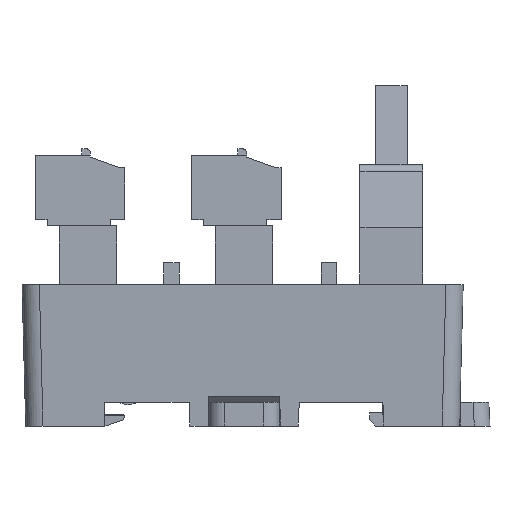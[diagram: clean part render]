
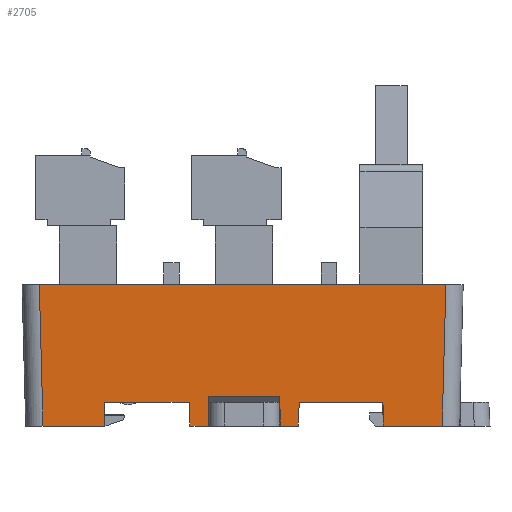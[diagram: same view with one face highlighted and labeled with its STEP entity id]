
A CAD part, left-side view. The second image highlights one B-rep face of the part: STEP entity #2705.
In plain terms, the highlighted planar face has unit normal (-1, 0, -0.026).
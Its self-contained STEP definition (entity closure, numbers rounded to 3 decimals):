
#1755=FACE_OUTER_BOUND('',#5110,.T.);
#2705=ADVANCED_FACE('',(#1755),#3703,.T.);
#3703=PLANE('',#20866);
#5110=EDGE_LOOP('',(#8140,#8141,#8142,#8143,#8144,#8145,#8146,#8147,#8148,
#8149,#8150,#8151,#8152,#8153,#8154,#8155));
#8140=ORIENTED_EDGE('',*,*,#14254,.T.);
#8141=ORIENTED_EDGE('',*,*,#13776,.T.);
#8142=ORIENTED_EDGE('',*,*,#14247,.T.);
#8143=ORIENTED_EDGE('',*,*,#14245,.T.);
#8144=ORIENTED_EDGE('',*,*,#14193,.F.);
#8145=ORIENTED_EDGE('',*,*,#14232,.T.);
#8146=ORIENTED_EDGE('',*,*,#14190,.F.);
#8147=ORIENTED_EDGE('',*,*,#14188,.F.);
#8148=ORIENTED_EDGE('',*,*,#14185,.T.);
#8149=ORIENTED_EDGE('',*,*,#14184,.F.);
#8150=ORIENTED_EDGE('',*,*,#14181,.T.);
#8151=ORIENTED_EDGE('',*,*,#14177,.F.);
#8152=ORIENTED_EDGE('',*,*,#14175,.T.);
#8153=ORIENTED_EDGE('',*,*,#14231,.T.);
#8154=ORIENTED_EDGE('',*,*,#14172,.T.);
#8155=ORIENTED_EDGE('',*,*,#14208,.T.);
#11790=VERTEX_POINT('',#28300);
#11797=VERTEX_POINT('',#28313);
#12068=VERTEX_POINT('',#29120);
#12069=VERTEX_POINT('',#29122);
#12070=VERTEX_POINT('',#29126);
#12071=VERTEX_POINT('',#29128);
#12072=VERTEX_POINT('',#29132);
#12074=VERTEX_POINT('',#29137);
#12075=VERTEX_POINT('',#29142);
#12077=VERTEX_POINT('',#29148);
#12078=VERTEX_POINT('',#29153);
#12079=VERTEX_POINT('',#29157);
#12080=VERTEX_POINT('',#29161);
#12081=VERTEX_POINT('',#29163);
#12087=VERTEX_POINT('',#29190);
#12107=VERTEX_POINT('',#29260);
#13776=EDGE_CURVE('',#11790,#11797,#16357,.T.);
#14172=EDGE_CURVE('',#12069,#12068,#16717,.T.);
#14175=EDGE_CURVE('',#12071,#12070,#16720,.T.);
#14177=EDGE_CURVE('',#12071,#12072,#16722,.T.);
#14181=EDGE_CURVE('',#12074,#12072,#16726,.T.);
#14184=EDGE_CURVE('',#12074,#12075,#16729,.T.);
#14185=EDGE_CURVE('',#12077,#12075,#16730,.T.);
#14188=EDGE_CURVE('',#12077,#12078,#16733,.T.);
#14190=EDGE_CURVE('',#12078,#12079,#16735,.T.);
#14193=EDGE_CURVE('',#12080,#12081,#16738,.T.);
#14208=EDGE_CURVE('',#12068,#12087,#16752,.T.);
#14231=EDGE_CURVE('',#12070,#12069,#16775,.T.);
#14232=EDGE_CURVE('',#12080,#12079,#16776,.T.);
#14245=EDGE_CURVE('',#12107,#12081,#16787,.T.);
#14247=EDGE_CURVE('',#11797,#12107,#16788,.T.);
#14254=EDGE_CURVE('',#12087,#11790,#16795,.T.);
#16357=LINE('',#28314,#18684);
#16717=LINE('',#29121,#19044);
#16720=LINE('',#29127,#19047);
#16722=LINE('',#29131,#19049);
#16726=LINE('',#29139,#19053);
#16729=LINE('',#29145,#19056);
#16730=LINE('',#29147,#19057);
#16733=LINE('',#29152,#19060);
#16735=LINE('',#29156,#19062);
#16738=LINE('',#29162,#19065);
#16752=LINE('',#29191,#19079);
#16775=LINE('',#29235,#19102);
#16776=LINE('',#29236,#19103);
#16787=LINE('',#29259,#19114);
#16788=LINE('',#29263,#19115);
#16795=LINE('',#29276,#19122);
#18684=VECTOR('',#22759,1.);
#19044=VECTOR('',#23471,1.);
#19047=VECTOR('',#23476,1.);
#19049=VECTOR('',#23480,1.);
#19053=VECTOR('',#23486,1.);
#19056=VECTOR('',#23491,1.);
#19057=VECTOR('',#23494,1.);
#19060=VECTOR('',#23499,1.);
#19062=VECTOR('',#23503,1.);
#19065=VECTOR('',#23508,1.);
#19079=VECTOR('',#23538,1.);
#19102=VECTOR('',#23579,1.);
#19103=VECTOR('',#23580,1.);
#19114=VECTOR('',#23601,1.);
#19115=VECTOR('',#23606,1.);
#19122=VECTOR('',#23625,1.);
#20866=AXIS2_PLACEMENT_3D('',#29278,#23628,#23629);
#22759=DIRECTION('',(0.,1.,0.));
#23471=DIRECTION('',(0.026,-0.017,-1.));
#23476=DIRECTION('',(-0.026,-0.035,0.999));
#23480=DIRECTION('',(0.,1.,0.));
#23486=DIRECTION('',(0.026,-0.009,-1.));
#23491=DIRECTION('',(0.,1.,0.));
#23494=DIRECTION('',(-0.026,-0.009,1.));
#23499=DIRECTION('',(0.,1.,0.));
#23503=DIRECTION('',(-0.026,0.035,0.999));
#23508=DIRECTION('',(0.026,0.017,-1.));
#23538=DIRECTION('',(0.,-1.,0.));
#23579=DIRECTION('',(0.,-1.,0.));
#23580=DIRECTION('',(0.,-1.,0.));
#23601=DIRECTION('',(0.,-1.,0.));
#23606=DIRECTION('',(0.026,-0.026,-0.999));
#23625=DIRECTION('',(-0.026,-0.026,0.999));
#23628=DIRECTION('',(-1.,0.,-0.026));
#23629=DIRECTION('',(0.026,0.,-1.));
#28300=CARTESIAN_POINT('',(-23.95,2.199,0.));
#28313=CARTESIAN_POINT('',(-23.95,53.901,0.));
#28314=CARTESIAN_POINT('',(-23.95,28.35,0.));
#29120=CARTESIAN_POINT('',(-23.479,10.148,-18.));
#29121=CARTESIAN_POINT('',(-23.958,10.467,0.309));
#29122=CARTESIAN_POINT('',(-23.557,10.2,-15.));
#29126=CARTESIAN_POINT('',(-23.557,20.85,-15.));
#29127=CARTESIAN_POINT('',(-23.943,20.336,-0.282));
#29128=CARTESIAN_POINT('',(-23.479,20.955,-18.));
#29131=CARTESIAN_POINT('',(-23.479,27.85,-18.));
#29132=CARTESIAN_POINT('',(-23.479,23.274,-18.));
#29137=CARTESIAN_POINT('',(-23.576,23.306,-14.274));
#29139=CARTESIAN_POINT('',(-23.526,23.29,-16.204));
#29142=CARTESIAN_POINT('',(-23.576,32.394,-14.274));
#29145=CARTESIAN_POINT('',(-23.576,237.295,-14.274));
#29147=CARTESIAN_POINT('',(-23.526,32.411,-16.204));
#29148=CARTESIAN_POINT('',(-23.479,32.426,-18.));
#29152=CARTESIAN_POINT('',(-23.479,27.85,-18.));
#29153=CARTESIAN_POINT('',(-23.479,34.745,-18.));
#29156=CARTESIAN_POINT('',(-23.526,34.808,-16.202));
#29157=CARTESIAN_POINT('',(-23.557,34.85,-15.));
#29161=CARTESIAN_POINT('',(-23.557,45.6,-15.));
#29162=CARTESIAN_POINT('',(-23.526,45.621,-16.204));
#29163=CARTESIAN_POINT('',(-23.479,45.652,-18.));
#29190=CARTESIAN_POINT('',(-23.479,2.671,-18.));
#29191=CARTESIAN_POINT('',(-23.479,27.85,-18.));
#29235=CARTESIAN_POINT('',(-23.557,27.85,-15.));
#29236=CARTESIAN_POINT('',(-23.557,27.85,-15.));
#29259=CARTESIAN_POINT('',(-23.479,28.35,-18.));
#29260=CARTESIAN_POINT('',(-23.479,53.429,-18.));
#29263=CARTESIAN_POINT('',(-23.933,53.884,-0.66));
#29276=CARTESIAN_POINT('',(-23.933,2.217,-0.66));
#29278=CARTESIAN_POINT('',(-23.95,28.35,-0.003));
